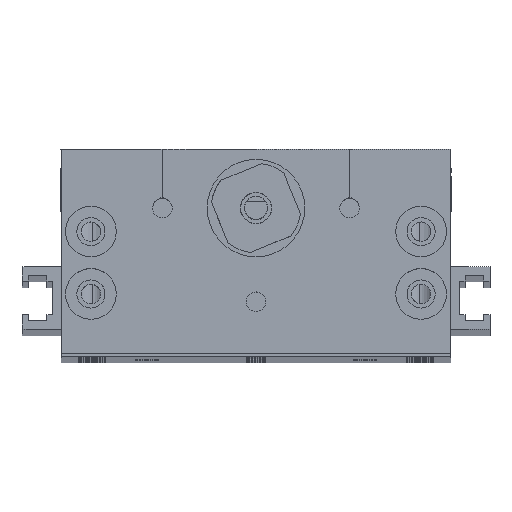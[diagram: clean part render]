
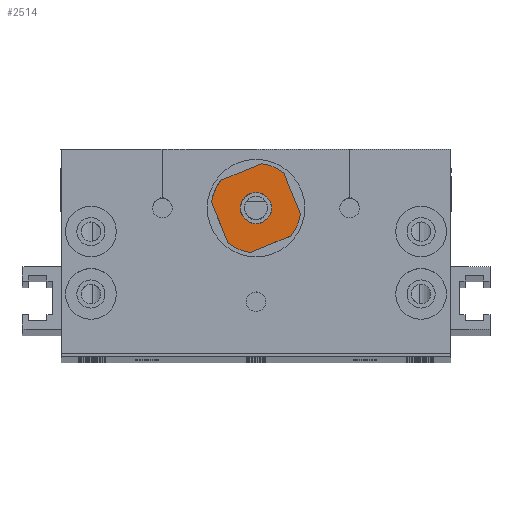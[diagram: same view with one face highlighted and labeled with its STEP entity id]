
A CAD part, top view. The second image highlights one B-rep face of the part: STEP entity #2514.
In plain terms, the highlighted planar face has unit normal (0, 0, 1).
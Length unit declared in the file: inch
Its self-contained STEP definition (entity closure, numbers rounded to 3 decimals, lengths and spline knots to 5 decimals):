
#915 = DIRECTION ( 'NONE',  ( -0.924, -0.383, 0. ) ) ;
#921 = EDGE_CURVE ( 'NONE', #15872, #1960, #39168, .T. ) ;
#1178 = CARTESIAN_POINT ( 'NONE',  ( 0.17719, 0.6084, 9.95866 ) ) ;
#1922 = DIRECTION ( 'NONE',  ( 1., 0., 0. ) ) ;
#1960 = VERTEX_POINT ( 'NONE', #21344 ) ;
#2169 = CARTESIAN_POINT ( 'NONE',  ( 0.10643, 1.00527, 9.95866 ) ) ;
#2346 = CARTESIAN_POINT ( 'NONE',  ( -0.17719, 0.88766, 9.95866 ) ) ;
#2514 = ADVANCED_FACE ( 'NONE', ( #11049, #3950 ), #36916, .F. ) ;
#2553 = CIRCLE ( 'NONE', #22048, 0.07874 ) ;
#2724 = VERTEX_POINT ( 'NONE', #5399 ) ;
#3315 = AXIS2_PLACEMENT_3D ( 'NONE', #33747, #11766, #25673 ) ;
#3950 = FACE_BOUND ( 'NONE', #7000, .T. ) ;
#4333 = CARTESIAN_POINT ( 'NONE',  ( 0.25724, 0.6416, 9.95866 ) ) ;
#4731 = AXIS2_PLACEMENT_3D ( 'NONE', #37844, #11994, #5141 ) ;
#4744 = EDGE_CURVE ( 'NONE', #1960, #43208, #5211, .T. ) ;
#5141 = DIRECTION ( 'NONE',  ( 1., 0., 0. ) ) ;
#5211 = LINE ( 'NONE', #22797, #45287 ) ;
#5399 = CARTESIAN_POINT ( 'NONE',  ( -0.22404, 0.77441, 9.95866 ) ) ;
#5430 = CIRCLE ( 'NONE', #35030, 0.22559 ) ;
#7000 = EDGE_LOOP ( 'NONE', ( #40949, #45325 ) ) ;
#7529 = DIRECTION ( 'NONE',  ( -1., 0., 0. ) ) ;
#8237 = VECTOR ( 'NONE', #20228, 39.37008 ) ;
#8579 = ORIENTED_EDGE ( 'NONE', *, *, #19172, .F. ) ;
#8894 = DIRECTION ( 'NONE',  ( 0.383, -0.924, 0. ) ) ;
#9015 = CARTESIAN_POINT ( 'NONE',  ( 0., 0.74803, 9.95866 ) ) ;
#10418 = CARTESIAN_POINT ( 'NONE',  ( 0.07874, 0.74803, 9.95866 ) ) ;
#11049 = FACE_OUTER_BOUND ( 'NONE', #23475, .T. ) ;
#11766 = DIRECTION ( 'NONE',  ( 0., 0., -1. ) ) ;
#11878 = VERTEX_POINT ( 'NONE', #37387 ) ;
#11994 = DIRECTION ( 'NONE',  ( 0., 0., -1. ) ) ;
#12378 = LINE ( 'NONE', #4333, #30553 ) ;
#12549 = VERTEX_POINT ( 'NONE', #1178 ) ;
#13953 = CIRCLE ( 'NONE', #26428, 0.07874 ) ;
#15477 = VERTEX_POINT ( 'NONE', #10418 ) ;
#15514 = ORIENTED_EDGE ( 'NONE', *, *, #36949, .F. ) ;
#15872 = VERTEX_POINT ( 'NONE', #23671 ) ;
#16315 = DIRECTION ( 'NONE',  ( 0., 0., -1. ) ) ;
#17440 = VERTEX_POINT ( 'NONE', #40817 ) ;
#17520 = CARTESIAN_POINT ( 'NONE',  ( 0., 0.74803, 9.95866 ) ) ;
#18000 = DIRECTION ( 'NONE',  ( 0., 0., 1. ) ) ;
#18615 = AXIS2_PLACEMENT_3D ( 'NONE', #9015, #16315, #1922 ) ;
#18751 = DIRECTION ( 'NONE',  ( 0., 0., -1. ) ) ;
#19172 = EDGE_CURVE ( 'NONE', #2724, #19886, #20948, .T. ) ;
#19886 = VERTEX_POINT ( 'NONE', #2346 ) ;
#20010 = ORIENTED_EDGE ( 'NONE', *, *, #36051, .F. ) ;
#20167 = VECTOR ( 'NONE', #26623, 39.37008 ) ;
#20228 = DIRECTION ( 'NONE',  ( 0.924, 0.383, 0. ) ) ;
#20948 = CIRCLE ( 'NONE', #18615, 0.22559 ) ;
#21344 = CARTESIAN_POINT ( 'NONE',  ( 0.13963, 0.92522, 9.95866 ) ) ;
#21932 = DIRECTION ( 'NONE',  ( 1., 0., 0. ) ) ;
#22048 = AXIS2_PLACEMENT_3D ( 'NONE', #17520, #18000, #32410 ) ;
#22132 = EDGE_CURVE ( 'NONE', #19886, #15872, #24390, .T. ) ;
#22176 = VERTEX_POINT ( 'NONE', #38786 ) ;
#22392 = DIRECTION ( 'NONE',  ( 0., 0., 1. ) ) ;
#22778 = AXIS2_PLACEMENT_3D ( 'NONE', #39654, #40356, #32340 ) ;
#22797 = CARTESIAN_POINT ( 'NONE',  ( 0.25724, 0.6416, 9.95866 ) ) ;
#23428 = CARTESIAN_POINT ( 'NONE',  ( 0.22404, 0.72165, 9.95866 ) ) ;
#23475 = EDGE_LOOP ( 'NONE', ( #39724, #29832, #8579, #40039, #20010, #34920, #15514, #32817 ) ) ;
#23671 = CARTESIAN_POINT ( 'NONE',  ( 0.02638, 0.97207, 9.95866 ) ) ;
#24390 = LINE ( 'NONE', #2169, #8237 ) ;
#25673 = DIRECTION ( 'NONE',  ( -1., 0., 0. ) ) ;
#26428 = AXIS2_PLACEMENT_3D ( 'NONE', #44378, #22392, #7529 ) ;
#26623 = DIRECTION ( 'NONE',  ( -0.383, 0.924, 0. ) ) ;
#29832 = ORIENTED_EDGE ( 'NONE', *, *, #22132, .F. ) ;
#30246 = EDGE_CURVE ( 'NONE', #17440, #15477, #13953, .T. ) ;
#30273 = CARTESIAN_POINT ( 'NONE',  ( -0.10643, 0.49079, 9.95866 ) ) ;
#30553 = VECTOR ( 'NONE', #915, 39.37008 ) ;
#32340 = DIRECTION ( 'NONE',  ( 1., 0., 0. ) ) ;
#32410 = DIRECTION ( 'NONE',  ( -1., 0., 0. ) ) ;
#32817 = ORIENTED_EDGE ( 'NONE', *, *, #4744, .F. ) ;
#33747 = CARTESIAN_POINT ( 'NONE',  ( 0., 0.74803, 9.95866 ) ) ;
#34920 = ORIENTED_EDGE ( 'NONE', *, *, #39444, .F. ) ;
#35030 = AXIS2_PLACEMENT_3D ( 'NONE', #37297, #18751, #21932 ) ;
#35685 = EDGE_CURVE ( 'NONE', #11878, #2724, #38071, .T. ) ;
#36051 = EDGE_CURVE ( 'NONE', #22176, #11878, #5430, .T. ) ;
#36916 = PLANE ( 'NONE',  #3315 ) ;
#36949 = EDGE_CURVE ( 'NONE', #43208, #12549, #41336, .T. ) ;
#37297 = CARTESIAN_POINT ( 'NONE',  ( 0., 0.74803, 9.95866 ) ) ;
#37387 = CARTESIAN_POINT ( 'NONE',  ( -0.13963, 0.57085, 9.95866 ) ) ;
#37844 = CARTESIAN_POINT ( 'NONE',  ( 0., 0.74803, 9.95866 ) ) ;
#38071 = LINE ( 'NONE', #30273, #20167 ) ;
#38786 = CARTESIAN_POINT ( 'NONE',  ( -0.02638, 0.52399, 9.95866 ) ) ;
#39168 = CIRCLE ( 'NONE', #22778, 0.22559 ) ;
#39444 = EDGE_CURVE ( 'NONE', #12549, #22176, #12378, .T. ) ;
#39654 = CARTESIAN_POINT ( 'NONE',  ( 0., 0.74803, 9.95866 ) ) ;
#39724 = ORIENTED_EDGE ( 'NONE', *, *, #921, .F. ) ;
#40039 = ORIENTED_EDGE ( 'NONE', *, *, #35685, .F. ) ;
#40356 = DIRECTION ( 'NONE',  ( 0., 0., -1. ) ) ;
#40817 = CARTESIAN_POINT ( 'NONE',  ( -0.07874, 0.74803, 9.95866 ) ) ;
#40949 = ORIENTED_EDGE ( 'NONE', *, *, #30246, .F. ) ;
#41336 = CIRCLE ( 'NONE', #4731, 0.22559 ) ;
#43208 = VERTEX_POINT ( 'NONE', #23428 ) ;
#44378 = CARTESIAN_POINT ( 'NONE',  ( 0., 0.74803, 9.95866 ) ) ;
#45287 = VECTOR ( 'NONE', #8894, 39.37008 ) ;
#45325 = ORIENTED_EDGE ( 'NONE', *, *, #47299, .F. ) ;
#47299 = EDGE_CURVE ( 'NONE', #15477, #17440, #2553, .T. ) ;
